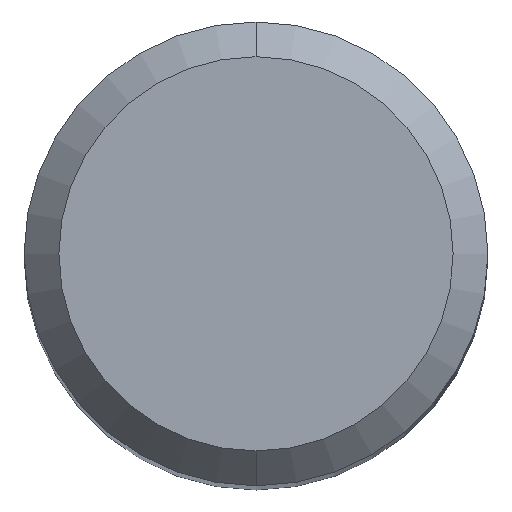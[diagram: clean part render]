
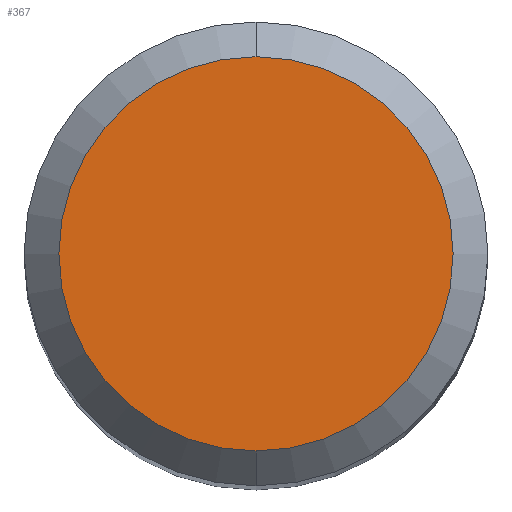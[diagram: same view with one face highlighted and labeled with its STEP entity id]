
A CAD part, top view. The second image highlights one B-rep face of the part: STEP entity #367.
In plain terms, the highlighted planar face has unit normal (0, 0, 1).
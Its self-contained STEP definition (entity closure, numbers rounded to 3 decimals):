
#235=VERTEX_POINT('',#622);
#367=ADVANCED_FACE('',(#767),#768,.T.);
#403=EDGE_CURVE('',#235,#541,#807,.T.);
#541=VERTEX_POINT('',#963);
#559=EDGE_CURVE('',#541,#235,#984,.T.);
#622=CARTESIAN_POINT('',(0.,-1.7,0.0));
#767=FACE_OUTER_BOUND('',#1306,.T.);
#768=PLANE('',#1307);
#807=CIRCLE('',#1419,1.7);
#963=CARTESIAN_POINT('',(0.0,1.7,0.0));
#984=CIRCLE('',#1720,1.7);
#1306=EDGE_LOOP('',(#1942,#1943));
#1307=AXIS2_PLACEMENT_3D('',#1944,#1945,#1946);
#1419=AXIS2_PLACEMENT_3D('',#1995,#1996,#1997);
#1720=AXIS2_PLACEMENT_3D('',#2221,#2222,#2223);
#1942=ORIENTED_EDGE('',*,*,#559,.F.);
#1943=ORIENTED_EDGE('',*,*,#403,.F.);
#1944=CARTESIAN_POINT('',(0.0,0.85,0.0));
#1945=DIRECTION('',(-0.0,0.0,1.0));
#1946=DIRECTION('',(0.0,-1.0,0.0));
#1995=CARTESIAN_POINT('',(0.0,0.0,0.0));
#1996=DIRECTION('',(0.0,0.0,-1.0));
#1997=DIRECTION('',(0.0,1.0,0.0));
#2221=CARTESIAN_POINT('',(0.0,0.0,0.0));
#2222=DIRECTION('',(0.0,0.0,-1.0));
#2223=DIRECTION('',(0.0,1.0,0.0));
